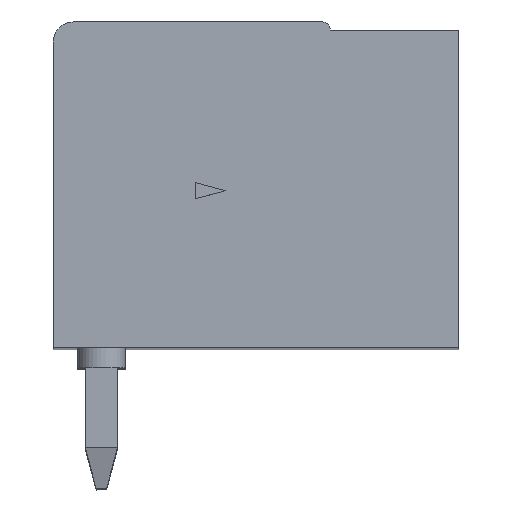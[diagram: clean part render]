
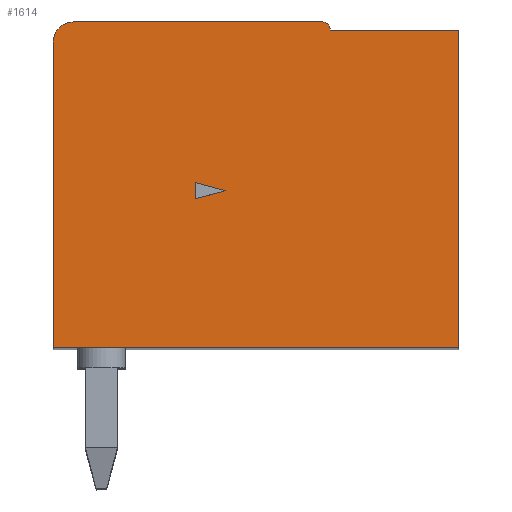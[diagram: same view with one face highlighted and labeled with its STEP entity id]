
A CAD part, top view. The second image highlights one B-rep face of the part: STEP entity #1614.
In plain terms, the highlighted planar face has unit normal (0, 0, 1).
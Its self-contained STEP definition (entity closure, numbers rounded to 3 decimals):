
#1614=ADVANCED_FACE('',(#3393,#3394),#3395,.T.);
#3393=FACE_OUTER_BOUND('',#5316,.T.);
#3394=FACE_BOUND('',#5317,.T.);
#3395=PLANE('',#5318);
#5316=EDGE_LOOP('',(#9810,#9811,#9812,#9813,#9814,#9815,#9816));
#5317=EDGE_LOOP('',(#9817,#9818,#9819));
#5318=AXIS2_PLACEMENT_3D('',#9820,#9821,#9822);
#9810=ORIENTED_EDGE('',*,*,#12296,.T.);
#9811=ORIENTED_EDGE('',*,*,#12916,.T.);
#9812=ORIENTED_EDGE('',*,*,#12903,.F.);
#9813=ORIENTED_EDGE('',*,*,#11170,.T.);
#9814=ORIENTED_EDGE('',*,*,#12787,.T.);
#9815=ORIENTED_EDGE('',*,*,#11376,.T.);
#9816=ORIENTED_EDGE('',*,*,#12917,.T.);
#9817=ORIENTED_EDGE('',*,*,#11343,.F.);
#9818=ORIENTED_EDGE('',*,*,#11338,.F.);
#9819=ORIENTED_EDGE('',*,*,#11341,.F.);
#9820=CARTESIAN_POINT('',(-5.203,3.349,0.0));
#9821=DIRECTION('',(0.0,0.0,1.0));
#9822=DIRECTION('',(1.0,0.0,0.0));
#11170=EDGE_CURVE('',#13284,#13288,#13290,.T.);
#11338=EDGE_CURVE('',#13560,#13558,#13562,.T.);
#11341=EDGE_CURVE('',#13564,#13560,#13566,.T.);
#11343=EDGE_CURVE('',#13558,#13564,#13568,.T.);
#11376=EDGE_CURVE('',#13613,#13611,#13614,.T.);
#12296=EDGE_CURVE('',#14988,#14986,#14989,.T.);
#12787=EDGE_CURVE('',#13288,#13613,#15695,.T.);
#12903=EDGE_CURVE('',#13284,#15854,#15855,.T.);
#12916=EDGE_CURVE('',#14986,#15854,#15873,.T.);
#12917=EDGE_CURVE('',#13611,#14988,#15874,.T.);
#13284=VERTEX_POINT('',#16351);
#13288=VERTEX_POINT('',#16356);
#13290=CIRCLE('',#16359,0.2);
#13558=VERTEX_POINT('',#16735);
#13560=VERTEX_POINT('',#16738);
#13562=LINE('',#16741,#16742);
#13564=VERTEX_POINT('',#16744);
#13566=LINE('',#16747,#16748);
#13568=LINE('',#16750,#16751);
#13611=VERTEX_POINT('',#16813);
#13613=VERTEX_POINT('',#16816);
#13614=CIRCLE('',#16817,0.5);
#14986=VERTEX_POINT('',#18777);
#14988=VERTEX_POINT('',#18780);
#14989=LINE('',#18781,#18782);
#15695=LINE('',#19788,#19789);
#15854=VERTEX_POINT('',#20013);
#15855=LINE('',#20014,#20015);
#15873=LINE('',#20042,#20043);
#15874=LINE('',#20044,#20045);
#16351=CARTESIAN_POINT('',(-3.2,7.9,0.0));
#16356=CARTESIAN_POINT('',(-3.4,8.1,0.0));
#16359=AXIS2_PLACEMENT_3D('',#20631,#20632,#20633);
#16735=CARTESIAN_POINT('',(-6.55,3.699,0.0));
#16738=CARTESIAN_POINT('',(-6.55,4.101,0.0));
#16741=CARTESIAN_POINT('',(-6.55,-32.388,0.0));
#16742=VECTOR('',#20804,1.0);
#16744=CARTESIAN_POINT('',(-5.8,3.9,0.0));
#16747=CARTESIAN_POINT('',(-52.713,16.47,0.0));
#16748=VECTOR('',#20806,1.0);
#16750=CARTESIAN_POINT('',(-52.713,-8.67,0.0));
#16751=VECTOR('',#20807,1.0);
#16813=CARTESIAN_POINT('',(-10.1,7.6,0.0));
#16816=CARTESIAN_POINT('',(-9.6,8.1,0.0));
#16817=AXIS2_PLACEMENT_3D('',#20831,#20832,#20833);
#18777=CARTESIAN_POINT('',(0.0,0.0,0.0));
#18780=CARTESIAN_POINT('',(-10.1,0.,0.0));
#18781=CARTESIAN_POINT('',(-52.713,0.,0.0));
#18782=VECTOR('',#21645,1.0);
#19788=CARTESIAN_POINT('',(-52.713,8.1,0.0));
#19789=VECTOR('',#22102,1.0);
#20013=CARTESIAN_POINT('',(0.,7.9,0.0));
#20014=CARTESIAN_POINT('',(-52.713,7.9,0.0));
#20015=VECTOR('',#22207,1.0);
#20042=CARTESIAN_POINT('',(0.,-32.388,0.0));
#20043=VECTOR('',#22217,1.0);
#20044=CARTESIAN_POINT('',(-10.1,-32.388,0.0));
#20045=VECTOR('',#22218,1.0);
#20631=CARTESIAN_POINT('',(-3.4,7.9,0.0));
#20632=DIRECTION('',(0.0,0.0,1.0));
#20633=DIRECTION('',(1.0,0.0,0.0));
#20804=DIRECTION('',(0.0,-1.0,0.0));
#20806=DIRECTION('',(-0.966,0.259,0.0));
#20807=DIRECTION('',(0.966,0.259,0.0));
#20831=CARTESIAN_POINT('',(-9.6,7.6,0.0));
#20832=DIRECTION('',(0.0,0.0,1.0));
#20833=DIRECTION('',(1.0,0.0,0.0));
#21645=DIRECTION('',(1.0,0.,0.0));
#22102=DIRECTION('',(-1.0,0.0,0.0));
#22207=DIRECTION('',(1.0,0.0,0.0));
#22217=DIRECTION('',(0.,1.0,0.0));
#22218=DIRECTION('',(0.,-1.0,0.0));
